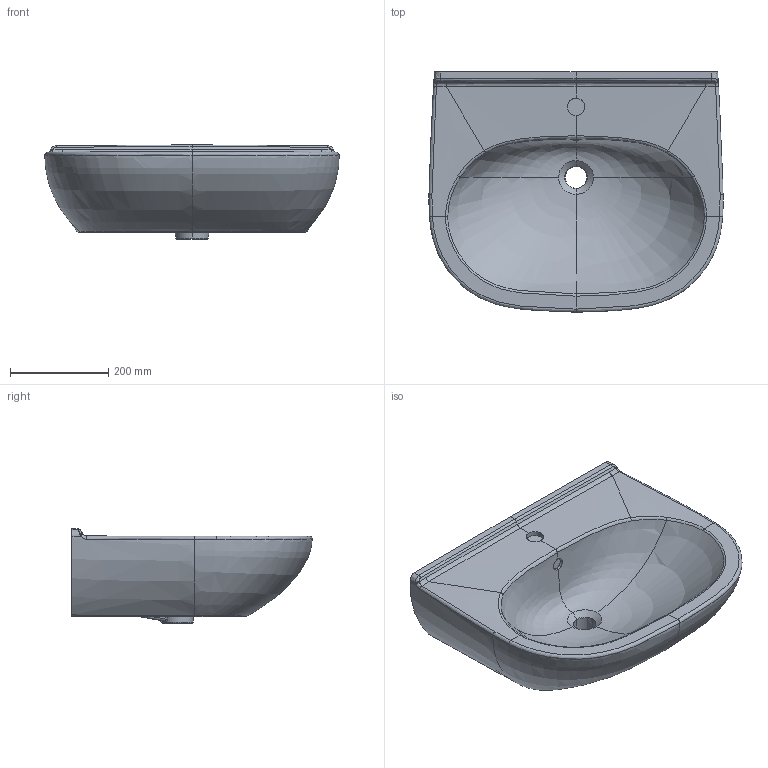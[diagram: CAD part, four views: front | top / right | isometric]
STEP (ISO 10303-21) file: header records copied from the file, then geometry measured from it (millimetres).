
FILE_DESCRIPTION(/* description */ (''),/* implementation_level */ '2;1');
FILE_NAME(/* name */ '516060_O_NOVO_WT.stp',/* time_stamp */ '2019-04-02T07:29:21+02:00',/* author */ (''),/* organization */ (''),/* preprocessor_version */ 'ST-DEVELOPER v16',/* originating_system */ 'SIEMENS PLM Software NX 10.0',/* authorisation */ '');
FILE_SCHEMA (('AUTOMOTIVE_DESIGN { 1 0 10303 214 3 1 1 1 }'));
Length unit declared in the file: millimetre
Products named in the file (1): Sier1A68D749bh07
Bounding box: 600.21 x 490 x 192.35 mm (x, y, z)
Volume: 26889928.8 mm3; surface area: 850439.4 mm2
Topology: 1 solids, 1 shells, 94 faces, 223 edges, 130 vertices
Faces by surface type: bspline 73, plane 10, extrusion 6, cylinder 5
Full cylindrical faces by diameter (mm): 35 x1
Entity records: 15100 total; most frequent: CARTESIAN_POINT 13602, ORIENTED_EDGE 442, EDGE_CURVE 221, B_SPLINE_CURVE_WITH_KNOTS 141, VERTEX_POINT 129, DIRECTION 103, EDGE_LOOP 96, ADVANCED_FACE 94
